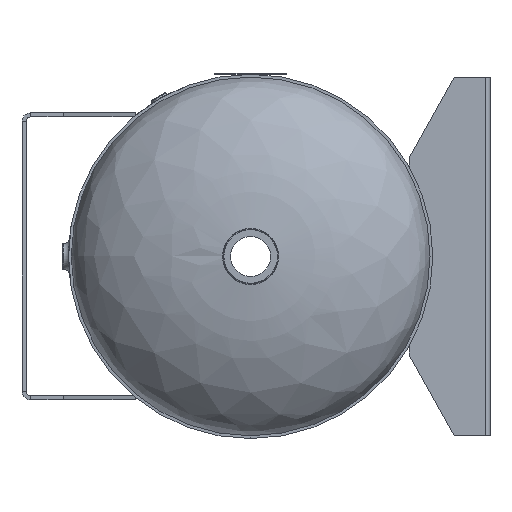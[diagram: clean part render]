
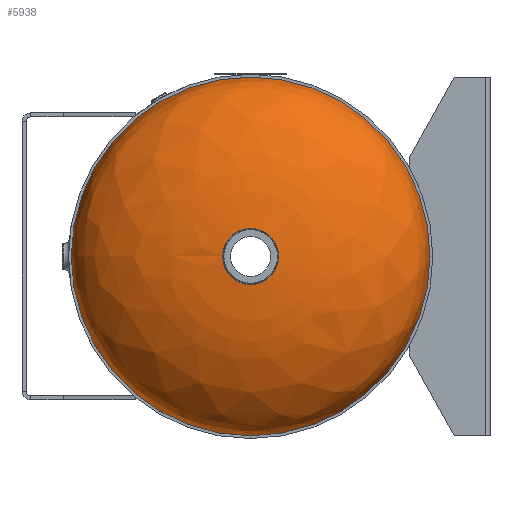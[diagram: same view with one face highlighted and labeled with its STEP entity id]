
A CAD part, left-side view. The second image highlights one B-rep face of the part: STEP entity #5938.
In plain terms, the highlighted free-form (B-spline) face has degree [2, 2] with [3, 9] control points.
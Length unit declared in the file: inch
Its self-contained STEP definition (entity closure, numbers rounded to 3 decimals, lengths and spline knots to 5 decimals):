
#126=ELLIPSE('',#6505,10.,5.062);
#128=(
BOUNDED_SURFACE()
B_SPLINE_SURFACE(2,2,((#10267,#10268,#10269,#10270,#10271,#10272,#10273,
#10274,#10275),(#10276,#10277,#10278,#10279,#10280,#10281,#10282,#10283,
#10284),(#10285,#10286,#10287,#10288,#10289,#10290,#10291,#10292,#10293)),
 .UNSPECIFIED.,.F.,.T.,.F.)
B_SPLINE_SURFACE_WITH_KNOTS((3,3),(3,2,2,2,3),(-3.14159,-1.5708),
(0.,1.5708,3.14159,4.71239,6.28319),
 .UNSPECIFIED.)
GEOMETRIC_REPRESENTATION_ITEM()
RATIONAL_B_SPLINE_SURFACE(((1.,0.707,1.,0.707,1.,
0.707,1.,0.707,1.),(0.707,0.5,0.707,
0.5,0.707,0.5,0.707,0.5,0.707),(1.,
0.707,1.,0.707,1.,0.707,1.,0.707,
1.)))
REPRESENTATION_ITEM('')
SURFACE()
);
#313=CIRCLE('',#6506,10.);
#314=CIRCLE('',#6507,10.);
#721=FACE_OUTER_BOUND('',#1061,.T.);
#1061=EDGE_LOOP('',(#4264,#4265,#4266,#4267,#4268,#4269));
#2588=B_SPLINE_CURVE_WITH_KNOTS('',3,(#9862,#9863,#9864,#9865,#9866,#9867,
#9868,#9869,#9870,#9871,#9872,#9873,#9874,#9875,#9876,#9877,#9878,#9879,
#9880,#9881,#9882,#9883,#9884,#9885,#9886,#9887,#9888,#9889),
 .UNSPECIFIED.,.F.,.F.,(4,2,2,2,2,2,2,2,2,2,2,2,2,4),(-16.13431,
-15.99982,-14.6665,-13.33318,-11.99987,
-10.66655,-9.33323,-7.99991,-6.66659,
-5.33327,-3.99996,-2.66664,-1.33332,
0.),.UNSPECIFIED.);
#2589=B_SPLINE_CURVE_WITH_KNOTS('',3,(#9890,#9891,#9892,#9893,#9894,#9895,
#9896,#9897,#9898,#9899,#9900,#9901),.UNSPECIFIED.,.F.,.F.,(4,2,2,2,2,4),
(0.,0.75491,1.50983,2.84315,4.17646,
5.37529),.UNSPECIFIED.);
#2710=VERTEX_POINT('',#9860);
#2711=VERTEX_POINT('',#9861);
#2716=VERTEX_POINT('',#10294);
#2717=VERTEX_POINT('',#10296);
#3316=EDGE_CURVE('',#2710,#2711,#2588,.T.);
#3317=EDGE_CURVE('',#2711,#2710,#2589,.T.);
#3325=EDGE_CURVE('',#2710,#2716,#126,.T.);
#3326=EDGE_CURVE('',#2717,#2716,#313,.T.);
#3327=EDGE_CURVE('',#2716,#2717,#314,.T.);
#4264=ORIENTED_EDGE('',*,*,#3316,.T.);
#4265=ORIENTED_EDGE('',*,*,#3317,.T.);
#4266=ORIENTED_EDGE('',*,*,#3325,.T.);
#4267=ORIENTED_EDGE('',*,*,#3326,.F.);
#4268=ORIENTED_EDGE('',*,*,#3327,.F.);
#4269=ORIENTED_EDGE('',*,*,#3325,.F.);
#5938=ADVANCED_FACE('',(#721),#128,.T.);
#6505=AXIS2_PLACEMENT_3D('',#10295,#7081,#7082);
#6506=AXIS2_PLACEMENT_3D('',#10297,#7083,#7084);
#6507=AXIS2_PLACEMENT_3D('',#10298,#7085,#7086);
#7081=DIRECTION('center_axis',(0.,-1.,0.));
#7082=DIRECTION('ref_axis',(1.,0.,0.));
#7083=DIRECTION('center_axis',(0.,0.,
-1.));
#7084=DIRECTION('ref_axis',(-1.,0.,0.));
#7085=DIRECTION('center_axis',(0.,0.,
-1.));
#7086=DIRECTION('ref_axis',(-1.,0.,0.));
#9860=CARTESIAN_POINT('',(-1.34375,0.,6.26709));
#9861=CARTESIAN_POINT('',(0.,-1.34375,6.26709));
#9862=CARTESIAN_POINT('Ctrl Pts',(-1.34375,0.,
6.26709));
#9863=CARTESIAN_POINT('Ctrl Pts',(-1.34375,0.01762,
6.26709));
#9864=CARTESIAN_POINT('Ctrl Pts',(-1.3434,0.03525,
6.26709));
#9865=CARTESIAN_POINT('Ctrl Pts',(-1.33582,0.22773,6.26709));
#9866=CARTESIAN_POINT('Ctrl Pts',(-1.29485,0.39955,6.26709));
#9867=CARTESIAN_POINT('Ctrl Pts',(-1.14935,0.71782,6.26709));
#9868=CARTESIAN_POINT('Ctrl Pts',(-1.04621,0.86123,6.26709));
#9869=CARTESIAN_POINT('Ctrl Pts',(-0.79078,1.10043,6.26709));
#9870=CARTESIAN_POINT('Ctrl Pts',(-0.64092,1.19394,6.26709));
#9871=CARTESIAN_POINT('Ctrl Pts',(-0.31379,1.31826,6.26709));
#9872=CARTESIAN_POINT('Ctrl Pts',(-0.13965,1.34788,6.26709));
#9873=CARTESIAN_POINT('Ctrl Pts',(0.21018,1.3387,6.26709));
#9874=CARTESIAN_POINT('Ctrl Pts',(0.38253,1.29998,6.26709));
#9875=CARTESIAN_POINT('Ctrl Pts',(0.70268,1.15867,6.26709));
#9876=CARTESIAN_POINT('Ctrl Pts',(0.84743,1.05743,6.26709));
#9877=CARTESIAN_POINT('Ctrl Pts',(1.08996,0.80515,6.26709));
#9878=CARTESIAN_POINT('Ctrl Pts',(1.18543,0.65653,6.26709));
#9879=CARTESIAN_POINT('Ctrl Pts',(1.31403,0.33106,6.26709));
#9880=CARTESIAN_POINT('Ctrl Pts',(1.34593,0.15733,6.26709));
#9881=CARTESIAN_POINT('Ctrl Pts',(1.34134,-0.19259,6.26709));
#9882=CARTESIAN_POINT('Ctrl Pts',(1.30489,-0.36543,6.26709));
#9883=CARTESIAN_POINT('Ctrl Pts',(1.16779,-0.68741,6.26709));
#9884=CARTESIAN_POINT('Ctrl Pts',(1.06846,-0.83348,6.26709));
#9885=CARTESIAN_POINT('Ctrl Pts',(0.81938,-1.0793,6.26709));
#9886=CARTESIAN_POINT('Ctrl Pts',(0.67203,-1.17671,6.26709));
#9887=CARTESIAN_POINT('Ctrl Pts',(0.34828,-1.30957,6.26709));
#9888=CARTESIAN_POINT('Ctrl Pts',(0.17498,-1.34375,6.26709));
#9889=CARTESIAN_POINT('Ctrl Pts',(0.,-1.34375,6.26709));
#9890=CARTESIAN_POINT('Ctrl Pts',(0.,-1.34375,6.26709));
#9891=CARTESIAN_POINT('Ctrl Pts',(-0.09907,-1.34375,6.26709));
#9892=CARTESIAN_POINT('Ctrl Pts',(-0.19784,-1.33279,
6.26709));
#9893=CARTESIAN_POINT('Ctrl Pts',(-0.39116,-1.28937,
6.26709));
#9894=CARTESIAN_POINT('Ctrl Pts',(-0.48512,-1.25703,6.26709));
#9895=CARTESIAN_POINT('Ctrl Pts',(-0.73284,-1.13983,
6.26709));
#9896=CARTESIAN_POINT('Ctrl Pts',(-0.87488,-1.03482,
6.26709));
#9897=CARTESIAN_POINT('Ctrl Pts',(-1.11071,-0.77627,6.26709));
#9898=CARTESIAN_POINT('Ctrl Pts',(-1.20225,-0.6252,
6.26709));
#9899=CARTESIAN_POINT('Ctrl Pts',(-1.31621,-0.31305,
6.26709));
#9900=CARTESIAN_POINT('Ctrl Pts',(-1.34375,-0.15706,
6.26709));
#9901=CARTESIAN_POINT('Ctrl Pts',(-1.34375,0.,
6.26709));
#10267=CARTESIAN_POINT('Ctrl Pts',(-10.,0.,
1.251));
#10268=CARTESIAN_POINT('Ctrl Pts',(-10.,10.,1.251));
#10269=CARTESIAN_POINT('Ctrl Pts',(0.,10.,1.251));
#10270=CARTESIAN_POINT('Ctrl Pts',(10.,10.,1.251));
#10271=CARTESIAN_POINT('Ctrl Pts',(10.,0.,1.251));
#10272=CARTESIAN_POINT('Ctrl Pts',(10.,-10.,1.251));
#10273=CARTESIAN_POINT('Ctrl Pts',(0.,-10.,1.251));
#10274=CARTESIAN_POINT('Ctrl Pts',(-10.,-10.,1.251));
#10275=CARTESIAN_POINT('Ctrl Pts',(-10.,0.,
1.251));
#10276=CARTESIAN_POINT('Ctrl Pts',(-10.,0.,
6.313));
#10277=CARTESIAN_POINT('Ctrl Pts',(-10.,10.,6.313));
#10278=CARTESIAN_POINT('Ctrl Pts',(0.,10.,6.313));
#10279=CARTESIAN_POINT('Ctrl Pts',(10.,10.,6.313));
#10280=CARTESIAN_POINT('Ctrl Pts',(10.,0.,6.313));
#10281=CARTESIAN_POINT('Ctrl Pts',(10.,-10.,6.313));
#10282=CARTESIAN_POINT('Ctrl Pts',(0.,-10.,
6.313));
#10283=CARTESIAN_POINT('Ctrl Pts',(-10.,-10.,
6.313));
#10284=CARTESIAN_POINT('Ctrl Pts',(-10.,0.,
6.313));
#10285=CARTESIAN_POINT('Ctrl Pts',(0.,0.,
6.313));
#10286=CARTESIAN_POINT('Ctrl Pts',(0.,0.,
6.313));
#10287=CARTESIAN_POINT('Ctrl Pts',(0.,0.,
6.313));
#10288=CARTESIAN_POINT('Ctrl Pts',(0.,0.,
6.313));
#10289=CARTESIAN_POINT('Ctrl Pts',(0.,0.,
6.313));
#10290=CARTESIAN_POINT('Ctrl Pts',(0.,0.,
6.313));
#10291=CARTESIAN_POINT('Ctrl Pts',(0.,0.,
6.313));
#10292=CARTESIAN_POINT('Ctrl Pts',(0.,0.,
6.313));
#10293=CARTESIAN_POINT('Ctrl Pts',(0.,0.,
6.313));
#10294=CARTESIAN_POINT('',(-10.,0.,1.251));
#10295=CARTESIAN_POINT('Origin',(0.,0.,
1.251));
#10296=CARTESIAN_POINT('',(10.,0.,1.251));
#10297=CARTESIAN_POINT('Origin',(0.,0.,
1.251));
#10298=CARTESIAN_POINT('Origin',(0.,0.,
1.251));
